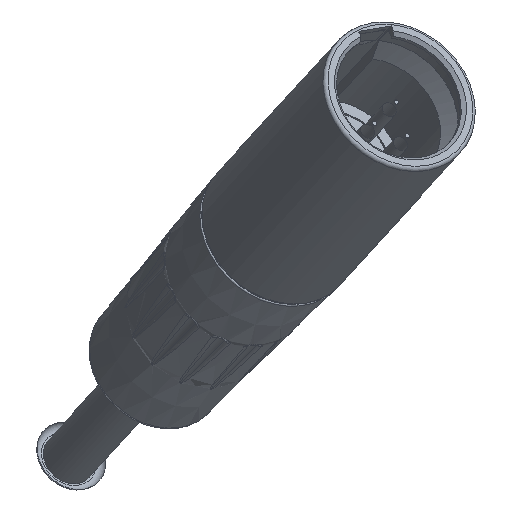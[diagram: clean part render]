
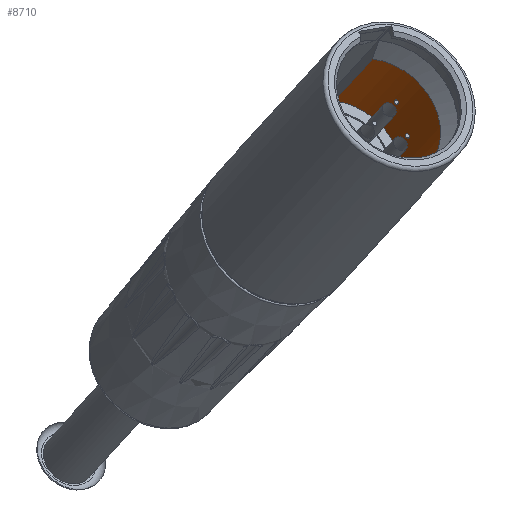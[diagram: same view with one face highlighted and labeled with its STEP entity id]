
A CAD part, isometric view. The second image highlights one B-rep face of the part: STEP entity #8710.
In plain terms, the highlighted cylindrical face has radius 4.3 mm (diameter 8.6 mm), a partial arc.
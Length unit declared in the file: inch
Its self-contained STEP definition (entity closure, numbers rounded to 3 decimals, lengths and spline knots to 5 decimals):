
#445=CYLINDRICAL_SURFACE('',#9263,0.16929);
#837=FACE_OUTER_BOUND('',#1325,.T.);
#1325=EDGE_LOOP('',(#5713,#5714,#5715,#5716));
#1878=LINE('',#12510,#2447);
#1879=LINE('',#12512,#2448);
#2447=VECTOR('',#10206,0.3937);
#2448=VECTOR('',#10207,0.3937);
#3006=CIRCLE('',#9256,0.16929);
#3010=CIRCLE('',#9264,0.16929);
#3466=VERTEX_POINT('',#12483);
#3469=VERTEX_POINT('',#12488);
#3476=VERTEX_POINT('',#12509);
#3477=VERTEX_POINT('',#12511);
#4344=EDGE_CURVE('',#3469,#3466,#3006,.T.);
#4353=EDGE_CURVE('',#3476,#3466,#1878,.T.);
#4354=EDGE_CURVE('',#3469,#3477,#1879,.T.);
#4355=EDGE_CURVE('',#3476,#3477,#3010,.T.);
#5713=ORIENTED_EDGE('',*,*,#4353,.T.);
#5714=ORIENTED_EDGE('',*,*,#4344,.F.);
#5715=ORIENTED_EDGE('',*,*,#4354,.T.);
#5716=ORIENTED_EDGE('',*,*,#4355,.F.);
#8710=ADVANCED_FACE('',(#837),#445,.F.);
#9256=AXIS2_PLACEMENT_3D('',#12490,#10185,#10186);
#9263=AXIS2_PLACEMENT_3D('',#12508,#10204,#10205);
#9264=AXIS2_PLACEMENT_3D('',#12513,#10208,#10209);
#10185=DIRECTION('center_axis',(0.,-0.568,
0.823));
#10186=DIRECTION('ref_axis',(-0.952,0.253,0.174));
#10204=DIRECTION('center_axis',(0.,-0.568,
0.823));
#10205=DIRECTION('ref_axis',(-0.307,-0.783,-0.541));
#10206=DIRECTION('',(0.,0.568,-0.823));
#10207=DIRECTION('',(0.,-0.568,0.823));
#10208=DIRECTION('center_axis',(0.,0.568,
-0.823));
#10209=DIRECTION('ref_axis',(-0.952,0.253,0.174));
#12483=CARTESIAN_POINT('',(0.32268,0.1308,0.56456));
#12488=CARTESIAN_POINT('',(0.23276,0.15468,0.58104));
#12490=CARTESIAN_POINT('Origin',(0.2278,0.01541,0.48492));
#12508=CARTESIAN_POINT('Origin',(0.2278,0.01541,0.48492));
#12509=CARTESIAN_POINT('',(0.32268,-0.00338,0.75898));
#12510=CARTESIAN_POINT('',(0.32268,0.1308,0.56456));
#12511=CARTESIAN_POINT('',(0.23276,0.0205,0.77546));
#12512=CARTESIAN_POINT('',(0.23276,0.15468,0.58104));
#12513=CARTESIAN_POINT('Origin',(0.2278,-0.11877,0.67934));
